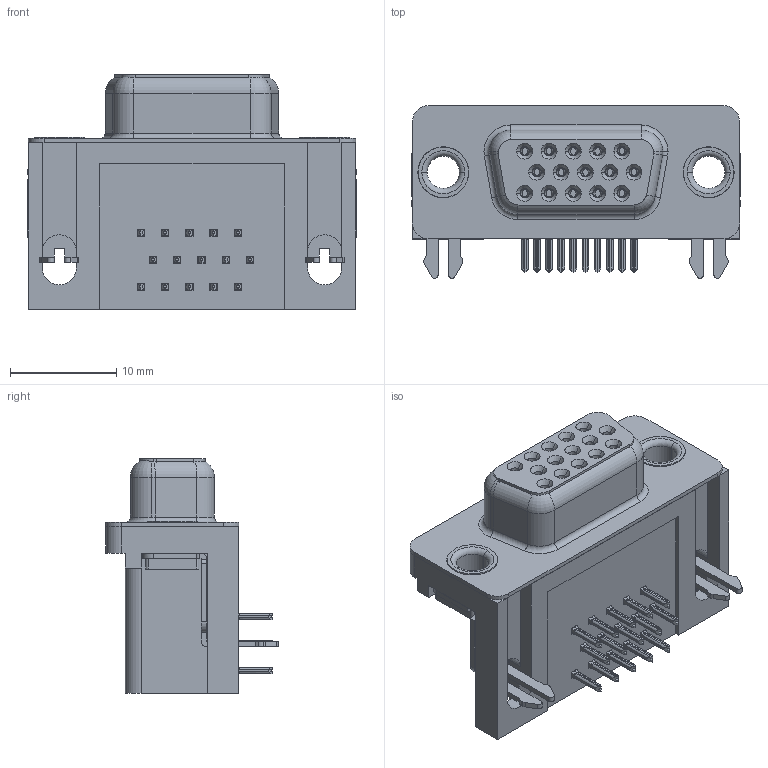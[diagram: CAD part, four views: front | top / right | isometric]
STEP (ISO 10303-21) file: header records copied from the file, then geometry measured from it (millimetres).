
FILE_DESCRIPTION (( 'STEP AP203' ), '1' );
FILE_NAME ('634-015-674-531.STEP', '2018-08-18T01:50:03', ( '' ), ( '' ), 'SwSTEP 2.0', 'SolidWorks 2016', '' );
FILE_SCHEMA (( 'CONFIG_CONTROL_DESIGN' ));
Length unit declared in the file: millimetre
Products named in the file (9): 634 Housing; Contact Top; 634 Shell; 634-015-674-531; Contact Middle_Recessed; Contact Bottom; Thru Hole Rivet; 2 Prong Board Lock; Contact Middle
Assembly tree (21 placements, depth 2):
  634-015-674-531
    634 Housing
    634 Shell
    Contact Bottom  x5
    Contact Middle  x4
    Contact Top  x5
    2 Prong Board Lock  x2
    Contact Middle_Recessed
    Thru Hole Rivet  x2
Bounding box: 30.89 x 16.25 x 22.1 mm (x, y, z)
Volume: 4540.8 mm3; surface area: 6483.6 mm2
Topology: 21 solids, 21 shells, 2421 faces, 6374 edges, 4012 vertices
Faces by surface type: plane 1098, cylinder 589, bspline 520, cone 180, torus 34
Entity records: 35537 total; most frequent: CARTESIAN_POINT 12166, ORIENTED_EDGE 4906, DIRECTION 4070, EDGE_CURVE 2453, VERTEX_POINT 1558, VECTOR 1490, LINE 1490, AXIS2_PLACEMENT_3D 1290
